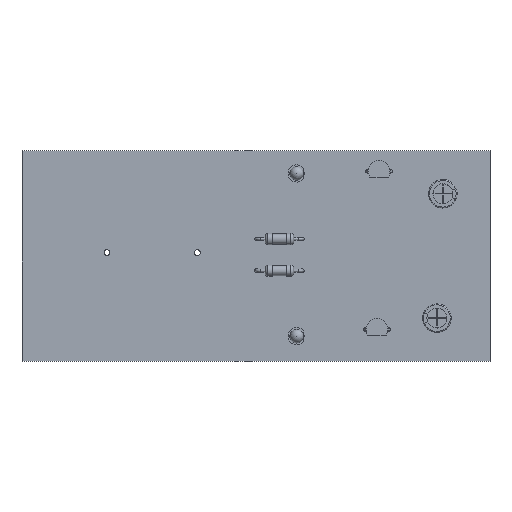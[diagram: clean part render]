
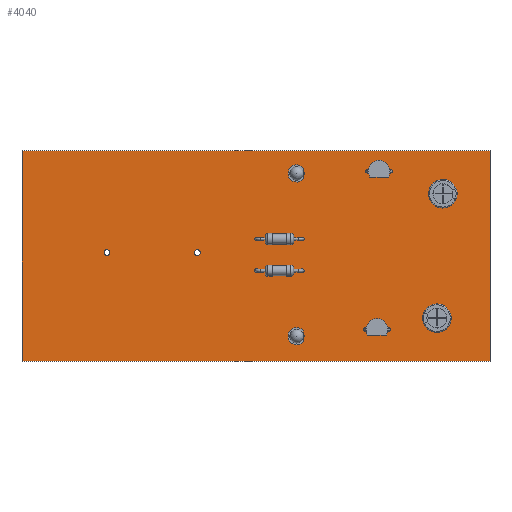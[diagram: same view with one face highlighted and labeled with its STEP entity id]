
A CAD part, top view. The second image highlights one B-rep face of the part: STEP entity #4040.
In plain terms, the highlighted planar face has unit normal (0, 0, 1).
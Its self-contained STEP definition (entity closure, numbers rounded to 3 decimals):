
#3708 = VERTEX_POINT('',#3709);
#3709 = CARTESIAN_POINT('',(178.5,-69.,1.6));
#3715 = EDGE_CURVE('',#3708,#3716,#3718,.T.);
#3716 = VERTEX_POINT('',#3717);
#3717 = CARTESIAN_POINT('',(75.,-69.,1.6));
#3718 = LINE('',#3719,#3720);
#3719 = CARTESIAN_POINT('',(178.5,-69.,1.6));
#3720 = VECTOR('',#3721,1.);
#3721 = DIRECTION('',(-1.,0.,0.));
#3748 = VERTEX_POINT('',#3749);
#3749 = CARTESIAN_POINT('',(178.5,-22.5,1.6));
#3755 = EDGE_CURVE('',#3748,#3708,#3756,.T.);
#3756 = LINE('',#3757,#3758);
#3757 = CARTESIAN_POINT('',(178.5,-22.5,1.6));
#3758 = VECTOR('',#3759,1.);
#3759 = DIRECTION('',(0.,-1.,0.));
#3777 = EDGE_CURVE('',#3716,#3778,#3780,.T.);
#3778 = VERTEX_POINT('',#3779);
#3779 = CARTESIAN_POINT('',(75.,-22.5,1.6));
#3780 = LINE('',#3781,#3782);
#3781 = CARTESIAN_POINT('',(75.,-69.,1.6));
#3782 = VECTOR('',#3783,1.);
#3783 = DIRECTION('',(0.,1.,0.));
#4040 = ADVANCED_FACE('',(#4041,#4052,#4063,#4074,#4085,#4096,#4107,
    #4118,#4129,#4140,#4151,#4162,#4173,#4184,#4195,#4206,#4217,#4228,
    #4239,#4250,#4261),#4272,.T.);
#4041 = FACE_BOUND('',#4042,.T.);
#4042 = EDGE_LOOP('',(#4043,#4044,#4045,#4051));
#4043 = ORIENTED_EDGE('',*,*,#3715,.F.);
#4044 = ORIENTED_EDGE('',*,*,#3755,.F.);
#4045 = ORIENTED_EDGE('',*,*,#4046,.F.);
#4046 = EDGE_CURVE('',#3778,#3748,#4047,.T.);
#4047 = LINE('',#4048,#4049);
#4048 = CARTESIAN_POINT('',(75.,-22.5,1.6));
#4049 = VECTOR('',#4050,1.);
#4050 = DIRECTION('',(1.,0.,0.));
#4051 = ORIENTED_EDGE('',*,*,#3777,.F.);
#4052 = FACE_BOUND('',#4053,.T.);
#4053 = EDGE_LOOP('',(#4054));
#4054 = ORIENTED_EDGE('',*,*,#4055,.T.);
#4055 = EDGE_CURVE('',#4056,#4056,#4058,.T.);
#4056 = VERTEX_POINT('',#4057);
#4057 = CARTESIAN_POINT('',(126.84,-49.4,1.6));
#4058 = CIRCLE('',#4059,0.4);
#4059 = AXIS2_PLACEMENT_3D('',#4060,#4061,#4062);
#4060 = CARTESIAN_POINT('',(126.84,-49.,1.6));
#4061 = DIRECTION('',(-0.,0.,-1.));
#4062 = DIRECTION('',(-0.,-1.,0.));
#4063 = FACE_BOUND('',#4064,.T.);
#4064 = EDGE_LOOP('',(#4065));
#4065 = ORIENTED_EDGE('',*,*,#4066,.T.);
#4066 = EDGE_CURVE('',#4067,#4067,#4069,.T.);
#4067 = VERTEX_POINT('',#4068);
#4068 = CARTESIAN_POINT('',(134.46,-63.9,1.6));
#4069 = CIRCLE('',#4070,0.4);
#4070 = AXIS2_PLACEMENT_3D('',#4071,#4072,#4073);
#4071 = CARTESIAN_POINT('',(134.46,-63.5,1.6));
#4072 = DIRECTION('',(-0.,0.,-1.));
#4073 = DIRECTION('',(-0.,-1.,0.));
#4074 = FACE_BOUND('',#4075,.T.);
#4075 = EDGE_LOOP('',(#4076));
#4076 = ORIENTED_EDGE('',*,*,#4077,.T.);
#4077 = EDGE_CURVE('',#4078,#4078,#4080,.T.);
#4078 = VERTEX_POINT('',#4079);
#4079 = CARTESIAN_POINT('',(137.,-63.9,1.6));
#4080 = CIRCLE('',#4081,0.4);
#4081 = AXIS2_PLACEMENT_3D('',#4082,#4083,#4084);
#4082 = CARTESIAN_POINT('',(137.,-63.5,1.6));
#4083 = DIRECTION('',(-0.,0.,-1.));
#4084 = DIRECTION('',(-0.,-1.,0.));
#4085 = FACE_BOUND('',#4086,.T.);
#4086 = EDGE_LOOP('',(#4087));
#4087 = ORIENTED_EDGE('',*,*,#4088,.T.);
#4088 = EDGE_CURVE('',#4089,#4089,#4091,.T.);
#4089 = VERTEX_POINT('',#4090);
#4090 = CARTESIAN_POINT('',(150.96,-62.4,1.6));
#4091 = CIRCLE('',#4092,0.4);
#4092 = AXIS2_PLACEMENT_3D('',#4093,#4094,#4095);
#4093 = CARTESIAN_POINT('',(150.96,-62.,1.6));
#4094 = DIRECTION('',(-0.,0.,-1.));
#4095 = DIRECTION('',(-0.,-1.,0.));
#4096 = FACE_BOUND('',#4097,.T.);
#4097 = EDGE_LOOP('',(#4098));
#4098 = ORIENTED_EDGE('',*,*,#4099,.T.);
#4099 = EDGE_CURVE('',#4100,#4100,#4102,.T.);
#4100 = VERTEX_POINT('',#4101);
#4101 = CARTESIAN_POINT('',(153.5,-62.4,1.6));
#4102 = CIRCLE('',#4103,0.4);
#4103 = AXIS2_PLACEMENT_3D('',#4104,#4105,#4106);
#4104 = CARTESIAN_POINT('',(153.5,-62.,1.6));
#4105 = DIRECTION('',(-0.,0.,-1.));
#4106 = DIRECTION('',(-0.,-1.,0.));
#4107 = FACE_BOUND('',#4108,.T.);
#4108 = EDGE_LOOP('',(#4109));
#4109 = ORIENTED_EDGE('',*,*,#4110,.T.);
#4110 = EDGE_CURVE('',#4111,#4111,#4113,.T.);
#4111 = VERTEX_POINT('',#4112);
#4112 = CARTESIAN_POINT('',(156.04,-62.4,1.6));
#4113 = CIRCLE('',#4114,0.4);
#4114 = AXIS2_PLACEMENT_3D('',#4115,#4116,#4117);
#4115 = CARTESIAN_POINT('',(156.04,-62.,1.6));
#4116 = DIRECTION('',(-0.,0.,-1.));
#4117 = DIRECTION('',(-0.,-1.,0.));
#4118 = FACE_BOUND('',#4119,.T.);
#4119 = EDGE_LOOP('',(#4120));
#4120 = ORIENTED_EDGE('',*,*,#4121,.T.);
#4121 = EDGE_CURVE('',#4122,#4122,#4124,.T.);
#4122 = VERTEX_POINT('',#4123);
#4123 = CARTESIAN_POINT('',(165.51,-59.9,1.6));
#4124 = CIRCLE('',#4125,0.4);
#4125 = AXIS2_PLACEMENT_3D('',#4126,#4127,#4128);
#4126 = CARTESIAN_POINT('',(165.51,-59.5,1.6));
#4127 = DIRECTION('',(-0.,0.,-1.));
#4128 = DIRECTION('',(-0.,-1.,0.));
#4129 = FACE_BOUND('',#4130,.T.);
#4130 = EDGE_LOOP('',(#4131));
#4131 = ORIENTED_EDGE('',*,*,#4132,.T.);
#4132 = EDGE_CURVE('',#4133,#4133,#4135,.T.);
#4133 = VERTEX_POINT('',#4134);
#4134 = CARTESIAN_POINT('',(168.01,-59.9,1.6));
#4135 = CIRCLE('',#4136,0.4);
#4136 = AXIS2_PLACEMENT_3D('',#4137,#4138,#4139);
#4137 = CARTESIAN_POINT('',(168.01,-59.5,1.6));
#4138 = DIRECTION('',(-0.,0.,-1.));
#4139 = DIRECTION('',(-0.,-1.,0.));
#4140 = FACE_BOUND('',#4141,.T.);
#4141 = EDGE_LOOP('',(#4142));
#4142 = ORIENTED_EDGE('',*,*,#4143,.T.);
#4143 = EDGE_CURVE('',#4144,#4144,#4146,.T.);
#4144 = VERTEX_POINT('',#4145);
#4145 = CARTESIAN_POINT('',(137.,-49.4,1.6));
#4146 = CIRCLE('',#4147,0.4);
#4147 = AXIS2_PLACEMENT_3D('',#4148,#4149,#4150);
#4148 = CARTESIAN_POINT('',(137.,-49.,1.6));
#4149 = DIRECTION('',(-0.,0.,-1.));
#4150 = DIRECTION('',(-0.,-1.,0.));
#4151 = FACE_BOUND('',#4152,.T.);
#4152 = EDGE_LOOP('',(#4153));
#4153 = ORIENTED_EDGE('',*,*,#4154,.T.);
#4154 = EDGE_CURVE('',#4155,#4155,#4157,.T.);
#4155 = VERTEX_POINT('',#4156);
#4156 = CARTESIAN_POINT('',(93.789,-45.65,1.6));
#4157 = CIRCLE('',#4158,0.65);
#4158 = AXIS2_PLACEMENT_3D('',#4159,#4160,#4161);
#4159 = CARTESIAN_POINT('',(93.789,-45.,1.6));
#4160 = DIRECTION('',(-0.,0.,-1.));
#4161 = DIRECTION('',(-0.,-1.,0.));
#4162 = FACE_BOUND('',#4163,.T.);
#4163 = EDGE_LOOP('',(#4164));
#4164 = ORIENTED_EDGE('',*,*,#4165,.T.);
#4165 = EDGE_CURVE('',#4166,#4166,#4168,.T.);
#4166 = VERTEX_POINT('',#4167);
#4167 = CARTESIAN_POINT('',(113.789,-45.65,1.6));
#4168 = CIRCLE('',#4169,0.65);
#4169 = AXIS2_PLACEMENT_3D('',#4170,#4171,#4172);
#4170 = CARTESIAN_POINT('',(113.789,-45.,1.6));
#4171 = DIRECTION('',(-0.,0.,-1.));
#4172 = DIRECTION('',(-0.,-1.,0.));
#4173 = FACE_BOUND('',#4174,.T.);
#4174 = EDGE_LOOP('',(#4175));
#4175 = ORIENTED_EDGE('',*,*,#4176,.T.);
#4176 = EDGE_CURVE('',#4177,#4177,#4179,.T.);
#4177 = VERTEX_POINT('',#4178);
#4178 = CARTESIAN_POINT('',(126.84,-42.4,1.6));
#4179 = CIRCLE('',#4180,0.4);
#4180 = AXIS2_PLACEMENT_3D('',#4181,#4182,#4183);
#4181 = CARTESIAN_POINT('',(126.84,-42.,1.6));
#4182 = DIRECTION('',(-0.,0.,-1.));
#4183 = DIRECTION('',(-0.,-1.,0.));
#4184 = FACE_BOUND('',#4185,.T.);
#4185 = EDGE_LOOP('',(#4186));
#4186 = ORIENTED_EDGE('',*,*,#4187,.T.);
#4187 = EDGE_CURVE('',#4188,#4188,#4190,.T.);
#4188 = VERTEX_POINT('',#4189);
#4189 = CARTESIAN_POINT('',(137.,-42.4,1.6));
#4190 = CIRCLE('',#4191,0.4);
#4191 = AXIS2_PLACEMENT_3D('',#4192,#4193,#4194);
#4192 = CARTESIAN_POINT('',(137.,-42.,1.6));
#4193 = DIRECTION('',(-0.,0.,-1.));
#4194 = DIRECTION('',(-0.,-1.,0.));
#4195 = FACE_BOUND('',#4196,.T.);
#4196 = EDGE_LOOP('',(#4197));
#4197 = ORIENTED_EDGE('',*,*,#4198,.T.);
#4198 = EDGE_CURVE('',#4199,#4199,#4201,.T.);
#4199 = VERTEX_POINT('',#4200);
#4200 = CARTESIAN_POINT('',(134.46,-27.9,1.6));
#4201 = CIRCLE('',#4202,0.4);
#4202 = AXIS2_PLACEMENT_3D('',#4203,#4204,#4205);
#4203 = CARTESIAN_POINT('',(134.46,-27.5,1.6));
#4204 = DIRECTION('',(-0.,0.,-1.));
#4205 = DIRECTION('',(-0.,-1.,0.));
#4206 = FACE_BOUND('',#4207,.T.);
#4207 = EDGE_LOOP('',(#4208));
#4208 = ORIENTED_EDGE('',*,*,#4209,.T.);
#4209 = EDGE_CURVE('',#4210,#4210,#4212,.T.);
#4210 = VERTEX_POINT('',#4211);
#4211 = CARTESIAN_POINT('',(137.,-27.9,1.6));
#4212 = CIRCLE('',#4213,0.4);
#4213 = AXIS2_PLACEMENT_3D('',#4214,#4215,#4216);
#4214 = CARTESIAN_POINT('',(137.,-27.5,1.6));
#4215 = DIRECTION('',(-0.,0.,-1.));
#4216 = DIRECTION('',(-0.,-1.,0.));
#4217 = FACE_BOUND('',#4218,.T.);
#4218 = EDGE_LOOP('',(#4219));
#4219 = ORIENTED_EDGE('',*,*,#4220,.T.);
#4220 = EDGE_CURVE('',#4221,#4221,#4223,.T.);
#4221 = VERTEX_POINT('',#4222);
#4222 = CARTESIAN_POINT('',(166.818,-32.4,1.6));
#4223 = CIRCLE('',#4224,0.4);
#4224 = AXIS2_PLACEMENT_3D('',#4225,#4226,#4227);
#4225 = CARTESIAN_POINT('',(166.818,-32.,1.6));
#4226 = DIRECTION('',(-0.,0.,-1.));
#4227 = DIRECTION('',(-0.,-1.,0.));
#4228 = FACE_BOUND('',#4229,.T.);
#4229 = EDGE_LOOP('',(#4230));
#4230 = ORIENTED_EDGE('',*,*,#4231,.T.);
#4231 = EDGE_CURVE('',#4232,#4232,#4234,.T.);
#4232 = VERTEX_POINT('',#4233);
#4233 = CARTESIAN_POINT('',(169.318,-32.4,1.6));
#4234 = CIRCLE('',#4235,0.4);
#4235 = AXIS2_PLACEMENT_3D('',#4236,#4237,#4238);
#4236 = CARTESIAN_POINT('',(169.318,-32.,1.6));
#4237 = DIRECTION('',(-0.,0.,-1.));
#4238 = DIRECTION('',(-0.,-1.,0.));
#4239 = FACE_BOUND('',#4240,.T.);
#4240 = EDGE_LOOP('',(#4241));
#4241 = ORIENTED_EDGE('',*,*,#4242,.T.);
#4242 = EDGE_CURVE('',#4243,#4243,#4245,.T.);
#4243 = VERTEX_POINT('',#4244);
#4244 = CARTESIAN_POINT('',(151.42,-27.4,1.6));
#4245 = CIRCLE('',#4246,0.4);
#4246 = AXIS2_PLACEMENT_3D('',#4247,#4248,#4249);
#4247 = CARTESIAN_POINT('',(151.42,-27.,1.6));
#4248 = DIRECTION('',(-0.,0.,-1.));
#4249 = DIRECTION('',(0.,-1.,0.));
#4250 = FACE_BOUND('',#4251,.T.);
#4251 = EDGE_LOOP('',(#4252));
#4252 = ORIENTED_EDGE('',*,*,#4253,.T.);
#4253 = EDGE_CURVE('',#4254,#4254,#4256,.T.);
#4254 = VERTEX_POINT('',#4255);
#4255 = CARTESIAN_POINT('',(153.96,-27.4,1.6));
#4256 = CIRCLE('',#4257,0.4);
#4257 = AXIS2_PLACEMENT_3D('',#4258,#4259,#4260);
#4258 = CARTESIAN_POINT('',(153.96,-27.,1.6));
#4259 = DIRECTION('',(-0.,0.,-1.));
#4260 = DIRECTION('',(-0.,-1.,0.));
#4261 = FACE_BOUND('',#4262,.T.);
#4262 = EDGE_LOOP('',(#4263));
#4263 = ORIENTED_EDGE('',*,*,#4264,.T.);
#4264 = EDGE_CURVE('',#4265,#4265,#4267,.T.);
#4265 = VERTEX_POINT('',#4266);
#4266 = CARTESIAN_POINT('',(156.5,-27.4,1.6));
#4267 = CIRCLE('',#4268,0.4);
#4268 = AXIS2_PLACEMENT_3D('',#4269,#4270,#4271);
#4269 = CARTESIAN_POINT('',(156.5,-27.,1.6));
#4270 = DIRECTION('',(-0.,0.,-1.));
#4271 = DIRECTION('',(-0.,-1.,0.));
#4272 = PLANE('',#4273);
#4273 = AXIS2_PLACEMENT_3D('',#4274,#4275,#4276);
#4274 = CARTESIAN_POINT('',(0.,0.,1.6));
#4275 = DIRECTION('',(0.,0.,1.));
#4276 = DIRECTION('',(1.,0.,-0.));
